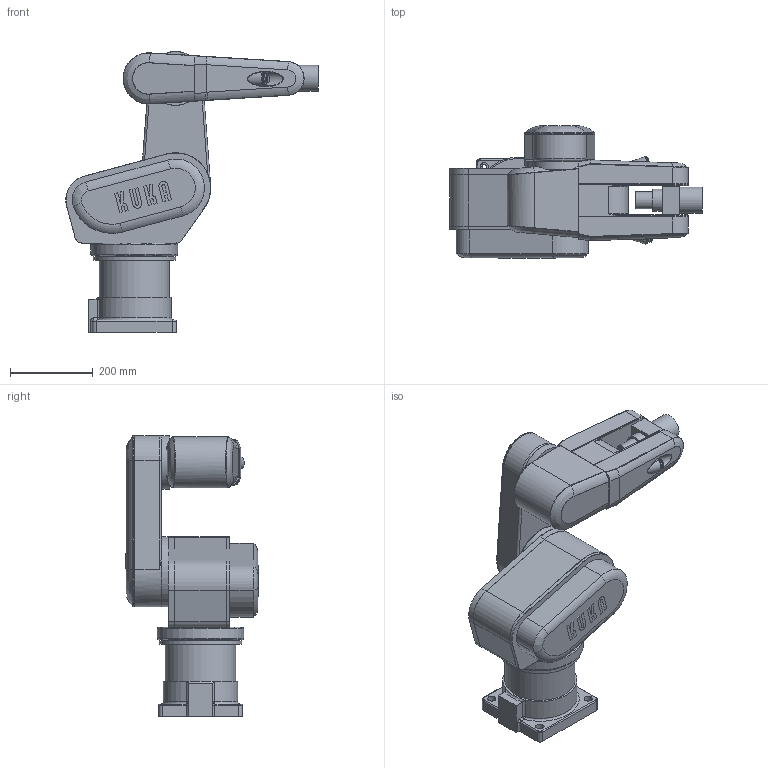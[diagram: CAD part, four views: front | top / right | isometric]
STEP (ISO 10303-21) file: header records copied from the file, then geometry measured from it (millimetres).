
FILE_DESCRIPTION(/* description */ (''),/* implementation_level */ '2;1');
FILE_NAME(/* name */ 'KR3',/* time_stamp */ '2003-06-11T10:09:46+02:00',/* author */ (''),/* organization */ (''),/* preprocessor_version */ 'ST-DEVELOPER v8',/* originating_system */ 'UNIGRAPHICS SOLUTIONS - UNIGRAPHICS 17.0',/* authorisation */ '');
FILE_SCHEMA (('AUTOMOTIVE_DESIGN { 1 2 10303 214 0 1 1 1 }'));
Length unit declared in the file: millimetre
Products named in the file (1): thurB213006p
Bounding box: 610.71 x 320.53 x 680 mm (x, y, z)
Volume: 30259187.3 mm3; surface area: 1122320.8 mm2
Topology: 15 solids, 15 shells, 495 faces, 1155 edges, 690 vertices
Faces by surface type: plane 225, cylinder 142, bspline 67, cone 30, torus 25, sphere 6
Full cylindrical faces by diameter (mm): 6 x5, 10.985 x4, 15.5 x1, 18.5 x1, 20 x5, 27 x2, 31.5 x1, 42 x1, 54 x1, 63 x1, 130 x2, 170 x3, 190 x1, 200 x1, 210 x1
Entity records: 17583 total; most frequent: CARTESIAN_POINT 5551, DIRECTION 2170, ORIENTED_EDGE 2162, EDGE_CURVE 1081, AXIS2_PLACEMENT_3D 792, VERTEX_POINT 675, LINE 586, VECTOR 586
